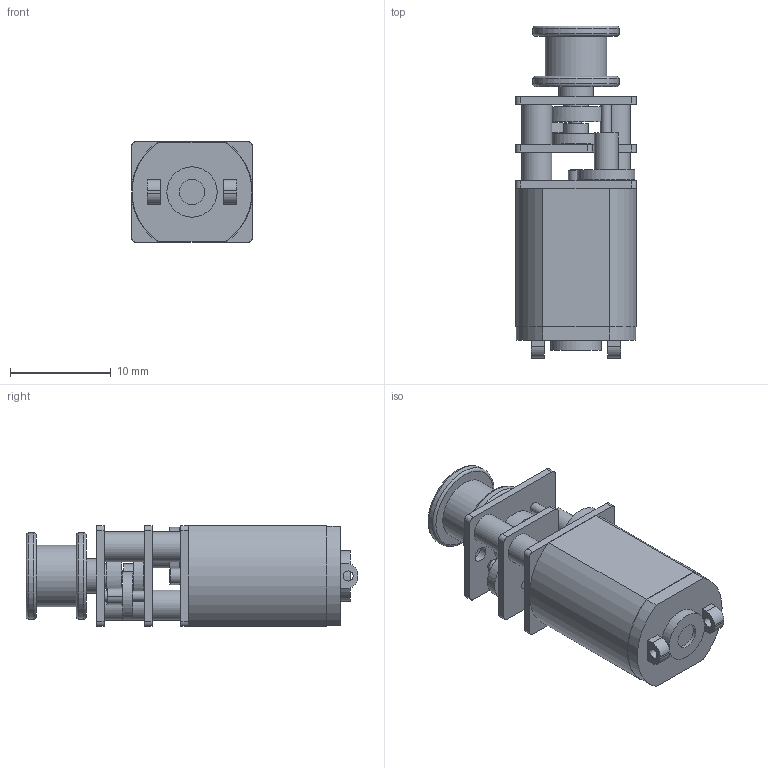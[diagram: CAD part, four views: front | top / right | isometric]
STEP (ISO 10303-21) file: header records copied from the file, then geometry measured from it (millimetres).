
FILE_DESCRIPTION(/* description */ (''),/* implementation_level */ '2;1');
FILE_NAME(/* name */ 'MicroGearMotor Spool v2.step',/* time_stamp */ '2019-02-20T12:16:23-08:00',/* author */ ('adrianhats'),/* organization */ (''),/* preprocessor_version */ 'ST-DEVELOPER v17.2',/* originating_system */ 'Autodesk Translation Framework v7.6.0.251',/* authorisation */ '');
FILE_SCHEMA (('AUTOMOTIVE_DESIGN { 1 0 10303 214 3 1 1 }'));
Length unit declared in the file: millimetre
Products named in the file (3): MicroGearMotor Spool; GearboxScaffolding; DC Motor
Assembly tree (2 placements, depth 2):
  MicroGearMotor Spool
    GearboxScaffolding
    DC Motor
Bounding box: 12 x 32.95 x 10 mm (x, y, z)
Volume: 2258.6 mm3; surface area: 3024.8 mm2
Topology: 25 solids, 25 shells, 206 faces, 426 edges, 285 vertices
Faces by surface type: plane 116, cylinder 82, cone 4, torus 4
Full cylindrical faces by diameter (mm): 1 x18, 1.3 x10, 1.5 x3, 2 x4, 2.35 x1, 2.411 x3, 2.5 x3, 3 x5, 3.4 x2, 4.8 x1, 4.861 x1, 5 x1, 5.669 x1, 5.711 x1, 6.128 x1, 8.559 x2
Entity records: 5750 total; most frequent: DIRECTION 1035, CARTESIAN_POINT 924, ORIENTED_EDGE 854, EDGE_CURVE 427, AXIS2_PLACEMENT_3D 397, VERTEX_POINT 286, EDGE_LOOP 275, LINE 241
